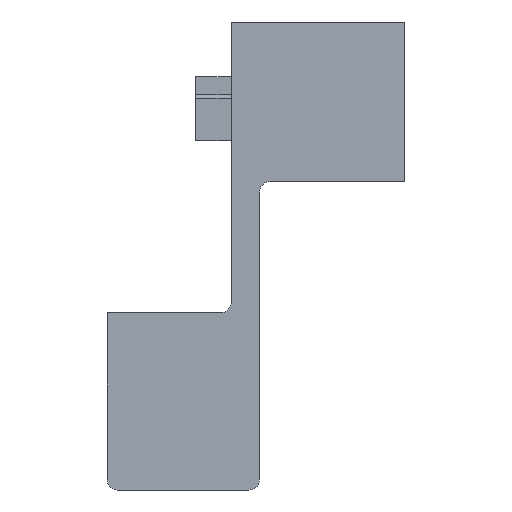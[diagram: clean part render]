
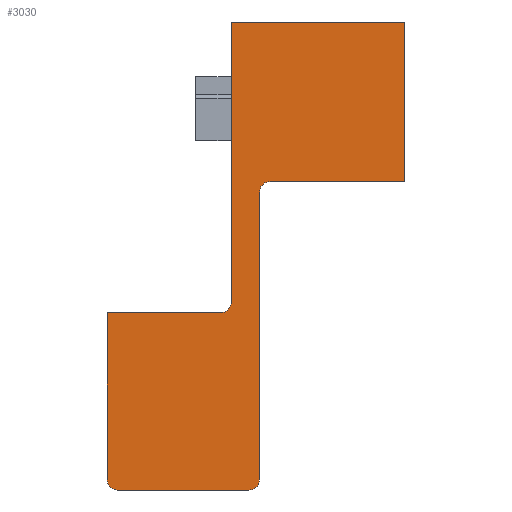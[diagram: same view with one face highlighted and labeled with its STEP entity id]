
A CAD part, front view. The second image highlights one B-rep face of the part: STEP entity #3030.
In plain terms, the highlighted planar face has unit normal (0, -1, 0).
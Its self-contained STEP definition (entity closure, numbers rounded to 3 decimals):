
#926=CARTESIAN_POINT('Vertex',(8.,-35.,-102.)) ;
#931=CARTESIAN_POINT('Axis2P3D Location',(5.,-35.,-102.)) ;
#935=CARTESIAN_POINT('Vertex',(5.,-35.,-105.)) ;
#962=CARTESIAN_POINT('Line Origine',(-13.5,-35.,-105.)) ;
#966=CARTESIAN_POINT('Vertex',(-32.,-35.,-105.)) ;
#993=CARTESIAN_POINT('Axis2P3D Location',(-32.,-35.,-102.)) ;
#997=CARTESIAN_POINT('Vertex',(-35.,-35.,-102.)) ;
#1028=CARTESIAN_POINT('Vertex',(-3.,-35.,-55.)) ;
#1058=CARTESIAN_POINT('Vertex',(-35.,-35.,-55.)) ;
#1061=CARTESIAN_POINT('Line Origine',(-19.,-35.,-55.)) ;
#1725=CARTESIAN_POINT('Axis2P3D Location',(-3.,-35.,-52.)) ;
#1729=CARTESIAN_POINT('Vertex',(0.,-35.,-52.)) ;
#1749=CARTESIAN_POINT('Line Origine',(-35.,-35.,-78.5)) ;
#1777=CARTESIAN_POINT('Vertex',(49.,-35.,27.)) ;
#1780=CARTESIAN_POINT('Line Origine',(49.,-35.,4.5)) ;
#1784=CARTESIAN_POINT('Vertex',(49.,-35.,-18.)) ;
#2197=CARTESIAN_POINT('Line Origine',(0.,-35.,-12.5)) ;
#2201=CARTESIAN_POINT('Vertex',(0.,-35.,27.)) ;
#2729=CARTESIAN_POINT('Line Origine',(24.5,-35.,27.)) ;
#2992=CARTESIAN_POINT('Axis2P3D Location',(0.,-35.,-6.5)) ;
#2997=CARTESIAN_POINT('Line Origine',(30.,-35.,-18.)) ;
#3001=CARTESIAN_POINT('Vertex',(11.,-35.,-18.)) ;
#3004=CARTESIAN_POINT('Line Origine',(8.,-35.,-61.5)) ;
#3008=CARTESIAN_POINT('Vertex',(8.,-35.,-21.)) ;
#3011=CARTESIAN_POINT('Axis2P3D Location',(11.,-35.,-21.)) ;
#964=VECTOR('Line Direction',#963,1.) ;
#1063=VECTOR('Line Direction',#1062,1.) ;
#1751=VECTOR('Line Direction',#1750,1.) ;
#1782=VECTOR('Line Direction',#1781,1.) ;
#2199=VECTOR('Line Direction',#2198,1.) ;
#2731=VECTOR('Line Direction',#2730,1.) ;
#2999=VECTOR('Line Direction',#2998,1.) ;
#3006=VECTOR('Line Direction',#3005,1.) ;
#932=DIRECTION('Axis2P3D Direction',(0.,1.,-0.)) ;
#963=DIRECTION('Vector Direction',(1.,0.,0.)) ;
#994=DIRECTION('Axis2P3D Direction',(0.,-1.,0.)) ;
#1062=DIRECTION('Vector Direction',(-1.,0.,0.)) ;
#1726=DIRECTION('Axis2P3D Direction',(0.,-1.,0.)) ;
#1750=DIRECTION('Vector Direction',(0.,0.,1.)) ;
#1781=DIRECTION('Vector Direction',(0.,0.,-1.)) ;
#2198=DIRECTION('Vector Direction',(0.,0.,-1.)) ;
#2730=DIRECTION('Vector Direction',(-1.,0.,0.)) ;
#2993=DIRECTION('Axis2P3D Direction',(0.,1.,0.)) ;
#2994=DIRECTION('Axis2P3D XDirection',(0.,0.,1.)) ;
#2998=DIRECTION('Vector Direction',(-1.,0.,0.)) ;
#3005=DIRECTION('Vector Direction',(0.,0.,-1.)) ;
#3012=DIRECTION('Axis2P3D Direction',(0.,1.,0.)) ;
#933=AXIS2_PLACEMENT_3D('Circle Axis2P3D',#931,#932,$) ;
#995=AXIS2_PLACEMENT_3D('Circle Axis2P3D',#993,#994,$) ;
#1727=AXIS2_PLACEMENT_3D('Circle Axis2P3D',#1725,#1726,$) ;
#2995=AXIS2_PLACEMENT_3D('Plane Axis2P3D',#2992,#2993,#2994) ;
#3013=AXIS2_PLACEMENT_3D('Circle Axis2P3D',#3011,#3012,$) ;
#965=LINE('Line',#962,#964) ;
#1064=LINE('Line',#1061,#1063) ;
#1752=LINE('Line',#1749,#1751) ;
#1783=LINE('Line',#1780,#1782) ;
#2200=LINE('Line',#2197,#2199) ;
#2732=LINE('Line',#2729,#2731) ;
#3000=LINE('Line',#2997,#2999) ;
#3007=LINE('Line',#3004,#3006) ;
#934=CIRCLE('generated circle',#933,3.) ;
#996=CIRCLE('generated circle',#995,3.) ;
#1728=CIRCLE('generated circle',#1727,3.) ;
#3014=CIRCLE('generated circle',#3013,3.) ;
#2996=PLANE('',#2995) ;
#937=EDGE_CURVE('',#936,#927,#934,.F.) ;
#968=EDGE_CURVE('',#967,#936,#965,.T.) ;
#999=EDGE_CURVE('',#998,#967,#996,.T.) ;
#1065=EDGE_CURVE('',#1029,#1059,#1064,.T.) ;
#1731=EDGE_CURVE('',#1029,#1730,#1728,.T.) ;
#1753=EDGE_CURVE('',#998,#1059,#1752,.T.) ;
#1786=EDGE_CURVE('',#1778,#1785,#1783,.T.) ;
#2203=EDGE_CURVE('',#2202,#1730,#2200,.T.) ;
#2733=EDGE_CURVE('',#1778,#2202,#2732,.T.) ;
#3003=EDGE_CURVE('',#1785,#3002,#3000,.T.) ;
#3010=EDGE_CURVE('',#3009,#927,#3007,.T.) ;
#3015=EDGE_CURVE('',#3009,#3002,#3014,.T.) ;
#3017=ORIENTED_EDGE('',*,*,#3003,.F.) ;
#3018=ORIENTED_EDGE('',*,*,#1786,.F.) ;
#3019=ORIENTED_EDGE('',*,*,#2733,.T.) ;
#3020=ORIENTED_EDGE('',*,*,#2203,.T.) ;
#3021=ORIENTED_EDGE('',*,*,#1731,.F.) ;
#3022=ORIENTED_EDGE('',*,*,#1065,.T.) ;
#3023=ORIENTED_EDGE('',*,*,#1753,.F.) ;
#3024=ORIENTED_EDGE('',*,*,#999,.T.) ;
#3025=ORIENTED_EDGE('',*,*,#968,.T.) ;
#3026=ORIENTED_EDGE('',*,*,#937,.T.) ;
#3027=ORIENTED_EDGE('',*,*,#3010,.F.) ;
#3028=ORIENTED_EDGE('',*,*,#3015,.T.) ;
#3016=EDGE_LOOP('',(#3017,#3018,#3019,#3020,#3021,#3022,#3023,#3024,#3025,#3026,#3027,#3028)) ;
#927=VERTEX_POINT('',#926) ;
#936=VERTEX_POINT('',#935) ;
#967=VERTEX_POINT('',#966) ;
#998=VERTEX_POINT('',#997) ;
#1029=VERTEX_POINT('',#1028) ;
#1059=VERTEX_POINT('',#1058) ;
#1730=VERTEX_POINT('',#1729) ;
#1778=VERTEX_POINT('',#1777) ;
#1785=VERTEX_POINT('',#1784) ;
#2202=VERTEX_POINT('',#2201) ;
#3002=VERTEX_POINT('',#3001) ;
#3009=VERTEX_POINT('',#3008) ;
#3030=ADVANCED_FACE('PartBody',(#3029),#2996,.F.) ;
#3029=FACE_OUTER_BOUND('',#3016,.T.) ;
